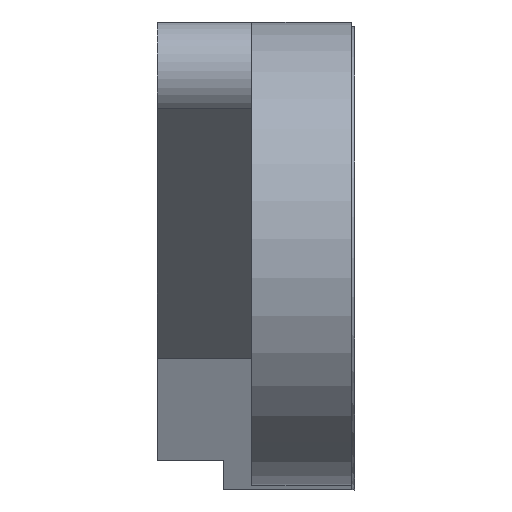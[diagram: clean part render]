
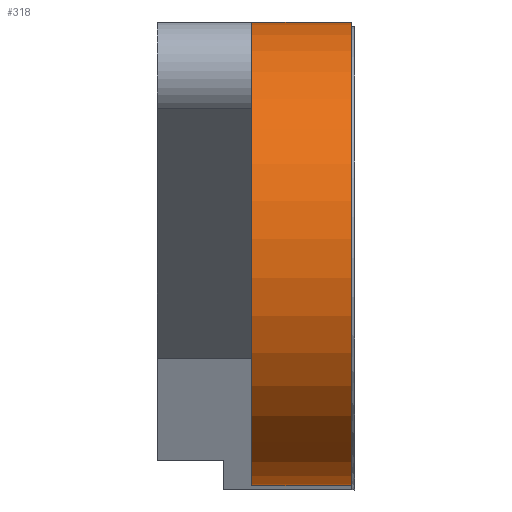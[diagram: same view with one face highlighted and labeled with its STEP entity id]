
A CAD part, top view. The second image highlights one B-rep face of the part: STEP entity #318.
In plain terms, the highlighted cylindrical face has radius 7 mm (diameter 14 mm), a partial arc.
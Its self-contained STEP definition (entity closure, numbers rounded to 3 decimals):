
#36=FACE_OUTER_BOUND('',#56,.T.);
#56=EDGE_LOOP('',(#263,#264,#265,#266));
#85=LINE('',#556,#110);
#86=LINE('',#557,#111);
#110=VECTOR('',#455,1000.);
#111=VECTOR('',#456,1000.);
#130=CIRCLE('',#362,7.);
#131=CIRCLE('',#364,7.);
#157=VERTEX_POINT('',#535);
#158=VERTEX_POINT('',#537);
#159=VERTEX_POINT('',#541);
#160=VERTEX_POINT('',#543);
#193=EDGE_CURVE('',#157,#158,#130,.T.);
#196=EDGE_CURVE('',#160,#159,#131,.T.);
#203=EDGE_CURVE('',#159,#158,#85,.T.);
#204=EDGE_CURVE('',#160,#157,#86,.T.);
#263=ORIENTED_EDGE('',*,*,#196,.T.);
#264=ORIENTED_EDGE('',*,*,#203,.T.);
#265=ORIENTED_EDGE('',*,*,#193,.F.);
#266=ORIENTED_EDGE('',*,*,#204,.F.);
#305=CYLINDRICAL_SURFACE('',#367,7.);
#318=ADVANCED_FACE('',(#36),#305,.T.);
#362=AXIS2_PLACEMENT_3D('',#538,#436,#437);
#364=AXIS2_PLACEMENT_3D('',#544,#442,#443);
#367=AXIS2_PLACEMENT_3D('',#555,#453,#454);
#436=DIRECTION('center_axis',(-1.,0.,0.));
#437=DIRECTION('ref_axis',(0.,0.,1.));
#442=DIRECTION('center_axis',(-1.,0.,0.));
#443=DIRECTION('ref_axis',(0.,0.,1.));
#453=DIRECTION('center_axis',(-1.,0.,0.));
#454=DIRECTION('ref_axis',(0.,-0.349,0.937));
#455=DIRECTION('',(-1.,0.,0.));
#456=DIRECTION('',(-1.,0.,0.));
#535=CARTESIAN_POINT('',(0.,-5.293,64.79));
#537=CARTESIAN_POINT('',(0.,7.,69.37));
#538=CARTESIAN_POINT('Origin',(0.,0.,69.37));
#541=CARTESIAN_POINT('',(3.,7.,69.37));
#543=CARTESIAN_POINT('',(3.,-5.293,64.79));
#544=CARTESIAN_POINT('Origin',(3.,0.,69.37));
#555=CARTESIAN_POINT('Origin',(3.,0.,69.37));
#556=CARTESIAN_POINT('',(3.,7.,69.37));
#557=CARTESIAN_POINT('',(3.,-5.293,64.79));
